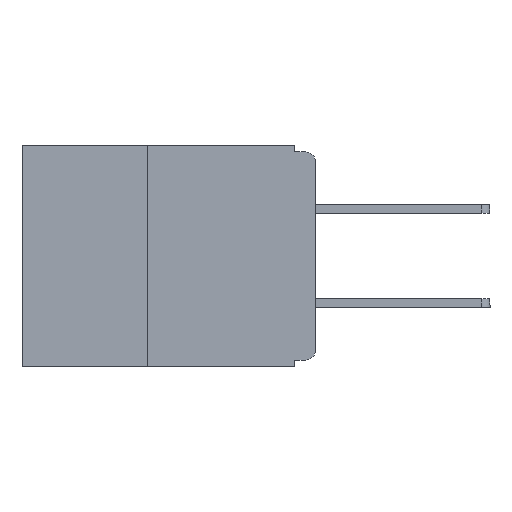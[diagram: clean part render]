
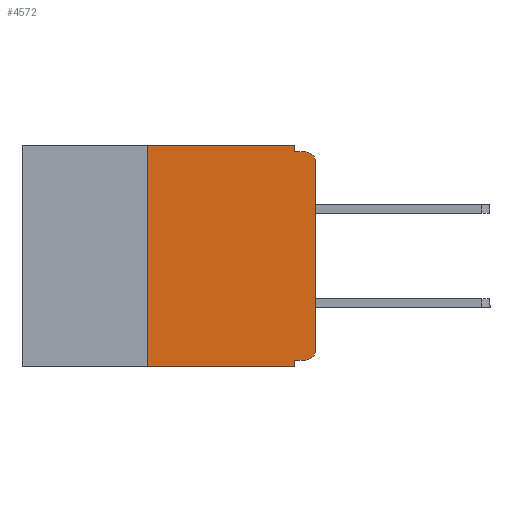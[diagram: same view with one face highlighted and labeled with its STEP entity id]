
A CAD part, left-side view. The second image highlights one B-rep face of the part: STEP entity #4572.
In plain terms, the highlighted planar face has unit normal (-1, 0, 0).
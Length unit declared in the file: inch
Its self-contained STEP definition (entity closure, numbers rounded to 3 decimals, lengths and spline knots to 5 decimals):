
#188 = VECTOR ( 'NONE', #9449, 39.37008 ) ;
#1050 = AXIS2_PLACEMENT_3D ( 'NONE', #6832, #6829, #6817 ) ;
#1086 = VERTEX_POINT ( 'NONE', #1597 ) ;
#1150 = CARTESIAN_POINT ( 'NONE',  ( 0., 0., -0.305 ) ) ;
#1184 = AXIS2_PLACEMENT_3D ( 'NONE', #7565, #7554, #7543 ) ;
#1195 = ORIENTED_EDGE ( 'NONE', *, *, #6409, .T. ) ;
#1261 = CARTESIAN_POINT ( 'NONE',  ( 0., 0.437, 0. ) ) ;
#1294 = ORIENTED_EDGE ( 'NONE', *, *, #6531, .T. ) ;
#1425 = VECTOR ( 'NONE', #10921, 39.37008 ) ;
#1597 = CARTESIAN_POINT ( 'NONE',  ( 0., 0.015, -0.32 ) ) ;
#1679 = ORIENTED_EDGE ( 'NONE', *, *, #2534, .F. ) ;
#2164 = CIRCLE ( 'NONE', #1050, 0.015 ) ;
#2178 = ORIENTED_EDGE ( 'NONE', *, *, #7796, .F. ) ;
#2189 = VERTEX_POINT ( 'NONE', #1150 ) ;
#2197 = DIRECTION ( 'NONE',  ( 0., 0., 1. ) ) ;
#2204 = ORIENTED_EDGE ( 'NONE', *, *, #6321, .F. ) ;
#2369 = ORIENTED_EDGE ( 'NONE', *, *, #2792, .F. ) ;
#2456 = ORIENTED_EDGE ( 'NONE', *, *, #5680, .T. ) ;
#2534 = EDGE_CURVE ( 'NONE', #5328, #6267, #7963, .T. ) ;
#2648 = LINE ( 'NONE', #6280, #6820 ) ;
#2691 = EDGE_CURVE ( 'NONE', #4514, #8732, #8069, .T. ) ;
#2770 = EDGE_CURVE ( 'NONE', #4514, #5449, #7343, .T. ) ;
#2792 = EDGE_CURVE ( 'NONE', #6126, #5449, #2648, .T. ) ;
#2978 = AXIS2_PLACEMENT_3D ( 'NONE', #8886, #10718, #9338 ) ;
#3163 = CARTESIAN_POINT ( 'NONE',  ( 0., 0.031, -0.33 ) ) ;
#4458 = ORIENTED_EDGE ( 'NONE', *, *, #2691, .F. ) ;
#4514 = VERTEX_POINT ( 'NONE', #4648 ) ;
#4572 = ADVANCED_FACE ( 'NONE', ( #9793 ), #8915, .F. ) ;
#4578 = CARTESIAN_POINT ( 'NONE',  ( 0., 0.031, 0. ) ) ;
#4648 = CARTESIAN_POINT ( 'NONE',  ( 0., 0.25, -0.33 ) ) ;
#4769 = ORIENTED_EDGE ( 'NONE', *, *, #2770, .T. ) ;
#5205 = CARTESIAN_POINT ( 'NONE',  ( 0., 0.015, -0.01 ) ) ;
#5297 = VERTEX_POINT ( 'NONE', #5205 ) ;
#5328 = VERTEX_POINT ( 'NONE', #4578 ) ;
#5366 = VECTOR ( 'NONE', #7916, 39.37008 ) ;
#5445 = VECTOR ( 'NONE', #9024, 39.37008 ) ;
#5449 = VERTEX_POINT ( 'NONE', #3163 ) ;
#5680 = EDGE_CURVE ( 'NONE', #2189, #6617, #6211, .T. ) ;
#5981 = ORIENTED_EDGE ( 'NONE', *, *, #6027, .F. ) ;
#6003 = CARTESIAN_POINT ( 'NONE',  ( 0., 0.25, 0. ) ) ;
#6027 = EDGE_CURVE ( 'NONE', #6267, #5297, #7776, .T. ) ;
#6126 = VERTEX_POINT ( 'NONE', #8945 ) ;
#6211 = LINE ( 'NONE', #10960, #1425 ) ;
#6267 = VERTEX_POINT ( 'NONE', #8137 ) ;
#6280 = CARTESIAN_POINT ( 'NONE',  ( 0., 0.031, -0.33 ) ) ;
#6321 = EDGE_CURVE ( 'NONE', #1086, #6126, #9424, .T. ) ;
#6327 = DIRECTION ( 'NONE',  ( 0., -1., 0. ) ) ;
#6384 = CARTESIAN_POINT ( 'NONE',  ( 0., 0., -0.025 ) ) ;
#6409 = EDGE_CURVE ( 'NONE', #6617, #5297, #10631, .T. ) ;
#6531 = EDGE_CURVE ( 'NONE', #1086, #2189, #2164, .T. ) ;
#6617 = VERTEX_POINT ( 'NONE', #6384 ) ;
#6670 = DIRECTION ( 'NONE',  ( 0., -1., 0. ) ) ;
#6726 = DIRECTION ( 'NONE',  ( 0., 0., -1. ) ) ;
#6817 = DIRECTION ( 'NONE',  ( 0., 0., -1. ) ) ;
#6820 = VECTOR ( 'NONE', #6726, 39.37008 ) ;
#6829 = DIRECTION ( 'NONE',  ( -1., 0., 0. ) ) ;
#6832 = CARTESIAN_POINT ( 'NONE',  ( 0., 0.015, -0.305 ) ) ;
#7079 = VECTOR ( 'NONE', #6327, 39.37008 ) ;
#7343 = LINE ( 'NONE', #8551, #7079 ) ;
#7543 = DIRECTION ( 'NONE',  ( 0., 0., -1. ) ) ;
#7554 = DIRECTION ( 'NONE',  ( -1., 0., 0. ) ) ;
#7565 = CARTESIAN_POINT ( 'NONE',  ( 0., 0.015, -0.025 ) ) ;
#7776 = LINE ( 'NONE', #9413, #188 ) ;
#7796 = EDGE_CURVE ( 'NONE', #8732, #5328, #9749, .T. ) ;
#7916 = DIRECTION ( 'NONE',  ( 0., 1., 0. ) ) ;
#7961 = CARTESIAN_POINT ( 'NONE',  ( 0., 0., -0.32 ) ) ;
#7963 = LINE ( 'NONE', #9252, #5445 ) ;
#8069 = LINE ( 'NONE', #9132, #8304 ) ;
#8137 = CARTESIAN_POINT ( 'NONE',  ( 0., 0.031, -0.01 ) ) ;
#8304 = VECTOR ( 'NONE', #2197, 39.37008 ) ;
#8531 = EDGE_LOOP ( 'NONE', ( #2456, #1195, #5981, #1679, #2178, #4458, #4769, #2369, #2204, #1294 ) ) ;
#8551 = CARTESIAN_POINT ( 'NONE',  ( 0., 0.437, -0.33 ) ) ;
#8732 = VERTEX_POINT ( 'NONE', #6003 ) ;
#8886 = CARTESIAN_POINT ( 'NONE',  ( 0., 0.437, 0. ) ) ;
#8915 = PLANE ( 'NONE',  #2978 ) ;
#8945 = CARTESIAN_POINT ( 'NONE',  ( 0., 0.031, -0.32 ) ) ;
#9024 = DIRECTION ( 'NONE',  ( 0., 0., -1. ) ) ;
#9132 = CARTESIAN_POINT ( 'NONE',  ( 0., 0.25, -0.33 ) ) ;
#9252 = CARTESIAN_POINT ( 'NONE',  ( 0., 0.031, 0. ) ) ;
#9338 = DIRECTION ( 'NONE',  ( 0., 0., -1. ) ) ;
#9413 = CARTESIAN_POINT ( 'NONE',  ( 0., 0., -0.01 ) ) ;
#9424 = LINE ( 'NONE', #7961, #5366 ) ;
#9449 = DIRECTION ( 'NONE',  ( 0., -1., 0. ) ) ;
#9536 = VECTOR ( 'NONE', #6670, 39.37008 ) ;
#9749 = LINE ( 'NONE', #1261, #9536 ) ;
#9793 = FACE_OUTER_BOUND ( 'NONE', #8531, .T. ) ;
#10631 = CIRCLE ( 'NONE', #1184, 0.015 ) ;
#10718 = DIRECTION ( 'NONE',  ( 1., 0., 0. ) ) ;
#10921 = DIRECTION ( 'NONE',  ( 0., 0., 1. ) ) ;
#10960 = CARTESIAN_POINT ( 'NONE',  ( 0., 0., 0. ) ) ;
